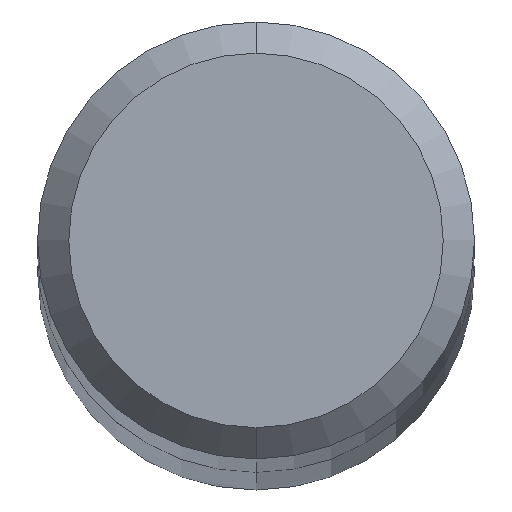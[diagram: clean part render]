
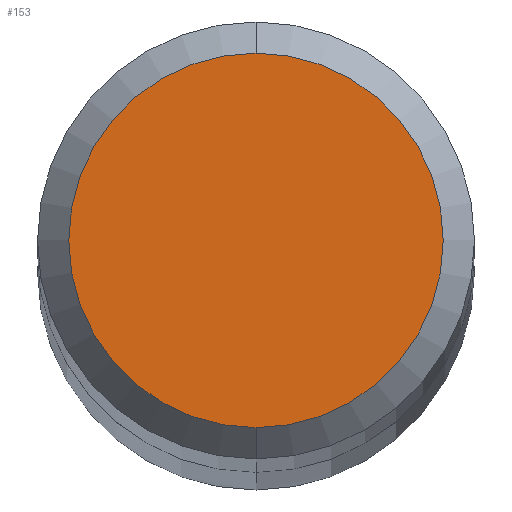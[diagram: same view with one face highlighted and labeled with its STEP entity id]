
A CAD part, top view. The second image highlights one B-rep face of the part: STEP entity #153.
In plain terms, the highlighted planar face has unit normal (0, 0, 1).
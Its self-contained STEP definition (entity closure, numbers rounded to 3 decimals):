
#153=ADVANCED_FACE('',(#412),#413,.T.);
#171=EDGE_CURVE('',#239,#247,#432,.T.);
#239=VERTEX_POINT('',#507);
#247=VERTEX_POINT('',#515);
#385=EDGE_CURVE('',#247,#239,#665,.T.);
#412=FACE_OUTER_BOUND('',#687,.T.);
#413=PLANE('',#688);
#432=CIRCLE('',#739,1.2);
#507=CARTESIAN_POINT('',(0.,-1.2,47.0));
#515=CARTESIAN_POINT('',(0.0,1.2,47.0));
#665=CIRCLE('',#1305,1.2);
#687=EDGE_LOOP('',(#1317,#1318));
#688=AXIS2_PLACEMENT_3D('',#1319,#1320,#1321);
#739=AXIS2_PLACEMENT_3D('',#1332,#1333,#1334);
#1305=AXIS2_PLACEMENT_3D('',#1579,#1580,#1581);
#1317=ORIENTED_EDGE('',*,*,#385,.F.);
#1318=ORIENTED_EDGE('',*,*,#171,.F.);
#1319=CARTESIAN_POINT('',(0.0,0.6,47.0));
#1320=DIRECTION('',(0.0,0.0,1.0));
#1321=DIRECTION('',(0.0,-1.0,0.0));
#1332=CARTESIAN_POINT('',(0.0,0.0,47.0));
#1333=DIRECTION('',(0.0,0.0,-1.0));
#1334=DIRECTION('',(0.0,1.0,0.0));
#1579=CARTESIAN_POINT('',(0.0,0.0,47.0));
#1580=DIRECTION('',(0.0,0.0,-1.0));
#1581=DIRECTION('',(0.0,1.0,0.0));
